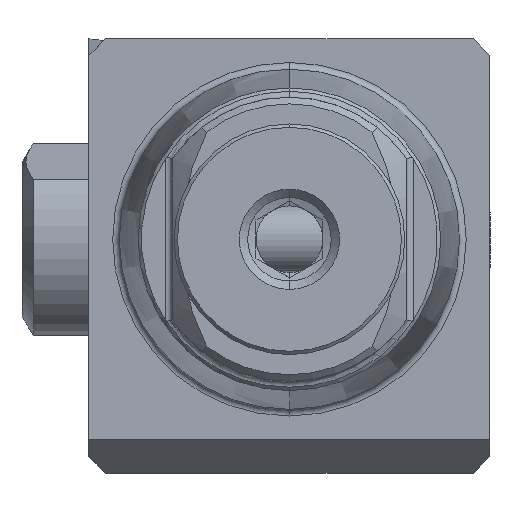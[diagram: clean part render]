
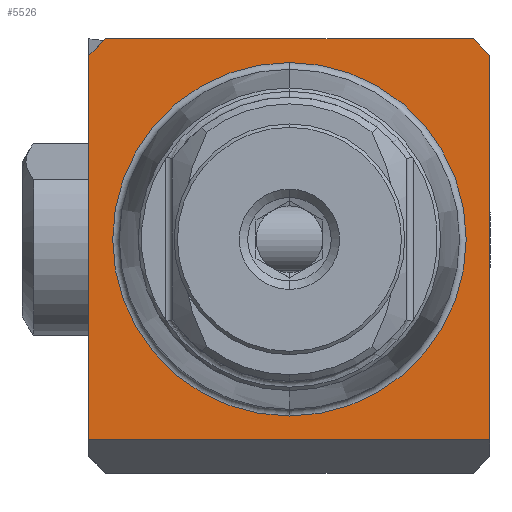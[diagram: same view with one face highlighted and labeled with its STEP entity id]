
A CAD part, left-side view. The second image highlights one B-rep face of the part: STEP entity #5526.
In plain terms, the highlighted planar face has unit normal (-1, 0, 0).
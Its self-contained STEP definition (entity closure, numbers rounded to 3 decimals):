
#47 = EDGE_CURVE ( 'NONE', #5189, #3138, #1765, .T. ) ;
#101 = ORIENTED_EDGE ( 'NONE', *, *, #770, .T. ) ;
#140 = CARTESIAN_POINT ( 'NONE',  ( 0., 5.288, 0. ) ) ;
#282 = VERTEX_POINT ( 'NONE', #2086 ) ;
#288 = DIRECTION ( 'NONE',  ( 0., 0., 1. ) ) ;
#331 = VERTEX_POINT ( 'NONE', #2787 ) ;
#346 = EDGE_CURVE ( 'NONE', #6520, #6283, #1306, .T. ) ;
#647 = DIRECTION ( 'NONE',  ( 0., 0., -1. ) ) ;
#770 = EDGE_CURVE ( 'NONE', #3138, #6520, #7971, .T. ) ;
#811 = CARTESIAN_POINT ( 'NONE',  ( 0., 5.5, 6. ) ) ;
#1093 = ORIENTED_EDGE ( 'NONE', *, *, #6324, .T. ) ;
#1148 = DIRECTION ( 'NONE',  ( 0., 1., 0. ) ) ;
#1152 = ORIENTED_EDGE ( 'NONE', *, *, #1426, .F. ) ;
#1186 = DIRECTION ( 'NONE',  ( 0., 0.707, 0.707 ) ) ;
#1288 = VECTOR ( 'NONE', #1148, 1000. ) ;
#1306 = LINE ( 'NONE', #3982, #5589 ) ;
#1419 = LINE ( 'NONE', #7425, #2763 ) ;
#1426 = EDGE_CURVE ( 'NONE', #2062, #282, #1542, .T. ) ;
#1542 = CIRCLE ( 'NONE', #6450, 5.288 ) ;
#1640 = CARTESIAN_POINT ( 'NONE',  ( 0., 0., 5.288 ) ) ;
#1765 = LINE ( 'NONE', #7153, #1288 ) ;
#1833 = CARTESIAN_POINT ( 'NONE',  ( 0., 56.522, -6. ) ) ;
#1882 = CARTESIAN_POINT ( 'NONE',  ( 0., -5.5, 6. ) ) ;
#1961 = PLANE ( 'NONE',  #8134 ) ;
#2041 = CARTESIAN_POINT ( 'NONE',  ( 0., -6., 5.5 ) ) ;
#2062 = VERTEX_POINT ( 'NONE', #1640 ) ;
#2086 = CARTESIAN_POINT ( 'NONE',  ( 0., 0., -5.288 ) ) ;
#2522 = DIRECTION ( 'NONE',  ( -1., 0., 0. ) ) ;
#2763 = VECTOR ( 'NONE', #7504, 1000. ) ;
#2787 = CARTESIAN_POINT ( 'NONE',  ( 0., -6., -6. ) ) ;
#3051 = DIRECTION ( 'NONE',  ( 0., -1., 0. ) ) ;
#3065 = LINE ( 'NONE', #1882, #6497 ) ;
#3138 = VERTEX_POINT ( 'NONE', #5137 ) ;
#3201 = ORIENTED_EDGE ( 'NONE', *, *, #7086, .F. ) ;
#3775 = EDGE_LOOP ( 'NONE', ( #7914, #1093, #7321, #101, #6743, #6636 ) ) ;
#3881 = CARTESIAN_POINT ( 'NONE',  ( 0., 0., 0. ) ) ;
#3982 = CARTESIAN_POINT ( 'NONE',  ( 0., 6., 0. ) ) ;
#4244 = CARTESIAN_POINT ( 'NONE',  ( 0., 0., 0. ) ) ;
#4465 = LINE ( 'NONE', #1833, #4553 ) ;
#4553 = VECTOR ( 'NONE', #3051, 1000. ) ;
#4940 = DIRECTION ( 'NONE',  ( -1., 0., 0. ) ) ;
#5023 = CARTESIAN_POINT ( 'NONE',  ( 0., 6., 5.5 ) ) ;
#5086 = CARTESIAN_POINT ( 'NONE',  ( 0., 6., -6. ) ) ;
#5137 = CARTESIAN_POINT ( 'NONE',  ( 0., 5.5, 6. ) ) ;
#5189 = VERTEX_POINT ( 'NONE', #7503 ) ;
#5212 = DIRECTION ( 'NONE',  ( 1., 0., 0. ) ) ;
#5354 = CIRCLE ( 'NONE', #5643, 5.288 ) ;
#5526 = ADVANCED_FACE ( 'NONE', ( #6516, #6148 ), #1961, .F. ) ;
#5567 = EDGE_LOOP ( 'NONE', ( #1152, #3201 ) ) ;
#5589 = VECTOR ( 'NONE', #647, 1000. ) ;
#5643 = AXIS2_PLACEMENT_3D ( 'NONE', #3881, #2522, #6668 ) ;
#6019 = VECTOR ( 'NONE', #7436, 1000. ) ;
#6148 = FACE_OUTER_BOUND ( 'NONE', #3775, .T. ) ;
#6283 = VERTEX_POINT ( 'NONE', #5086 ) ;
#6324 = EDGE_CURVE ( 'NONE', #6780, #5189, #3065, .T. ) ;
#6450 = AXIS2_PLACEMENT_3D ( 'NONE', #4244, #4940, #288 ) ;
#6497 = VECTOR ( 'NONE', #1186, 1000. ) ;
#6516 = FACE_BOUND ( 'NONE', #5567, .T. ) ;
#6520 = VERTEX_POINT ( 'NONE', #5023 ) ;
#6606 = EDGE_CURVE ( 'NONE', #6283, #331, #4465, .T. ) ;
#6636 = ORIENTED_EDGE ( 'NONE', *, *, #6606, .T. ) ;
#6668 = DIRECTION ( 'NONE',  ( 0., 0., 1. ) ) ;
#6743 = ORIENTED_EDGE ( 'NONE', *, *, #346, .T. ) ;
#6780 = VERTEX_POINT ( 'NONE', #2041 ) ;
#7086 = EDGE_CURVE ( 'NONE', #282, #2062, #5354, .T. ) ;
#7153 = CARTESIAN_POINT ( 'NONE',  ( 0., 5.288, 6. ) ) ;
#7182 = DIRECTION ( 'NONE',  ( 0., 0., -1. ) ) ;
#7321 = ORIENTED_EDGE ( 'NONE', *, *, #47, .T. ) ;
#7355 = EDGE_CURVE ( 'NONE', #331, #6780, #1419, .T. ) ;
#7425 = CARTESIAN_POINT ( 'NONE',  ( 0., -6., 0. ) ) ;
#7436 = DIRECTION ( 'NONE',  ( 0., 0.707, -0.707 ) ) ;
#7503 = CARTESIAN_POINT ( 'NONE',  ( 0., -5.5, 6. ) ) ;
#7504 = DIRECTION ( 'NONE',  ( 0., 0., 1. ) ) ;
#7914 = ORIENTED_EDGE ( 'NONE', *, *, #7355, .T. ) ;
#7971 = LINE ( 'NONE', #811, #6019 ) ;
#8134 = AXIS2_PLACEMENT_3D ( 'NONE', #140, #5212, #7182 ) ;
